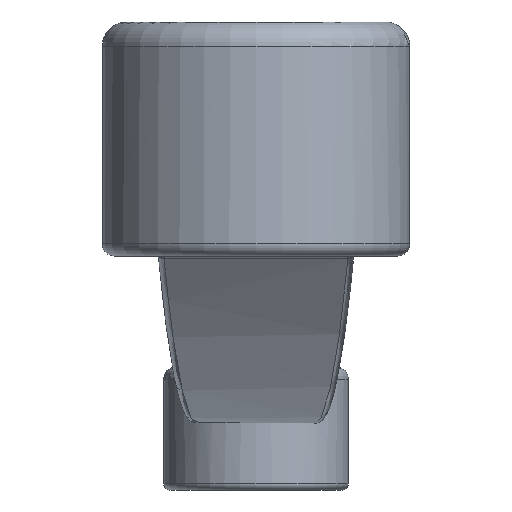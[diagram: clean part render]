
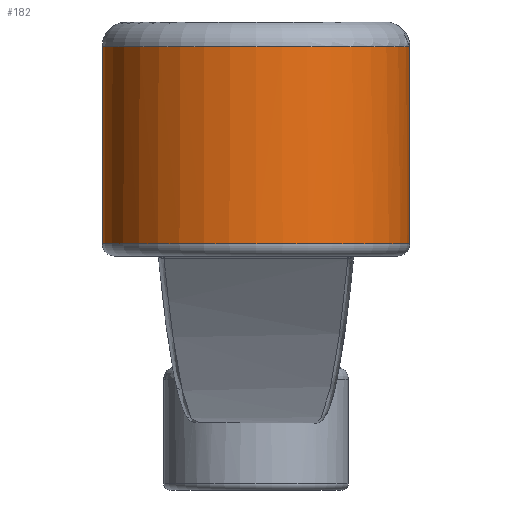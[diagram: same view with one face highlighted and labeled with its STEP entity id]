
A CAD part, left-side view. The second image highlights one B-rep face of the part: STEP entity #182.
In plain terms, the highlighted cylindrical face has radius 12.5 mm (diameter 25 mm), a full revolution.
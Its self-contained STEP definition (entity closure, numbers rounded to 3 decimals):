
#138=FACE_BOUND('',#280,.T.);
#139=FACE_BOUND('',#281,.T.);
#154=CIRCLE('',#779,12.5);
#156=CIRCLE('',#785,12.5);
#157=CIRCLE('',#786,12.5);
#158=CIRCLE('',#787,12.5);
#182=ADVANCED_FACE('',(#138,#139),#221,.T.);
#221=CYLINDRICAL_SURFACE('',#788,12.5);
#280=EDGE_LOOP('',(#397,#398,#399,#400,#401,#402));
#281=EDGE_LOOP('',(#403));
#336=B_SPLINE_CURVE_WITH_KNOTS('',3,(#1222,#1223,#1224,#1225),.UNSPECIFIED.,
.F.,.F.,(4,4),(0.,1.),.UNSPECIFIED.);
#397=ORIENTED_EDGE('',*,*,#654,.T.);
#398=ORIENTED_EDGE('',*,*,#655,.T.);
#399=ORIENTED_EDGE('',*,*,#641,.T.);
#400=ORIENTED_EDGE('',*,*,#656,.T.);
#401=ORIENTED_EDGE('',*,*,#657,.T.);
#402=ORIENTED_EDGE('',*,*,#658,.T.);
#403=ORIENTED_EDGE('',*,*,#659,.T.);
#577=VERTEX_POINT('',#1114);
#578=VERTEX_POINT('',#1115);
#587=VERTEX_POINT('',#1215);
#588=VERTEX_POINT('',#1216);
#589=VERTEX_POINT('',#1219);
#590=VERTEX_POINT('',#1221);
#591=VERTEX_POINT('',#1227);
#641=EDGE_CURVE('',#577,#578,#154,.T.);
#654=EDGE_CURVE('',#587,#588,#156,.T.);
#655=EDGE_CURVE('',#588,#577,#728,.T.);
#656=EDGE_CURVE('',#578,#589,#729,.T.);
#657=EDGE_CURVE('',#589,#590,#157,.T.);
#658=EDGE_CURVE('',#590,#587,#336,.T.);
#659=EDGE_CURVE('',#591,#591,#158,.T.);
#728=LINE('',#1217,#752);
#729=LINE('',#1218,#753);
#752=VECTOR('',#881,1.);
#753=VECTOR('',#882,1.);
#779=AXIS2_PLACEMENT_3D('',#1113,#864,#865);
#785=AXIS2_PLACEMENT_3D('',#1214,#879,#880);
#786=AXIS2_PLACEMENT_3D('',#1220,#883,#884);
#787=AXIS2_PLACEMENT_3D('',#1226,#885,#886);
#788=AXIS2_PLACEMENT_3D('',#1228,#887,#888);
#864=DIRECTION('',(0.,0.,1.));
#865=DIRECTION('',(-1.,0.,0.));
#879=DIRECTION('',(0.,0.,1.));
#880=DIRECTION('',(-1.,0.,0.));
#881=DIRECTION('',(0.,0.,-1.));
#882=DIRECTION('',(0.,0.,1.));
#883=DIRECTION('',(0.,0.,1.));
#884=DIRECTION('',(-1.,0.,0.));
#885=DIRECTION('',(0.,0.,-1.));
#886=DIRECTION('',(-1.,0.,0.));
#887=DIRECTION('',(0.,0.,1.));
#888=DIRECTION('',(1.,0.,0.));
#1113=CARTESIAN_POINT('',(105.861,33.301,1.));
#1114=CARTESIAN_POINT('',(115.325,41.466,1.));
#1115=CARTESIAN_POINT('',(115.325,25.136,1.));
#1214=CARTESIAN_POINT('',(105.861,33.301,6.5));
#1215=CARTESIAN_POINT('',(117.88,36.735,6.5));
#1216=CARTESIAN_POINT('',(115.325,41.466,6.5));
#1217=CARTESIAN_POINT('',(115.325,41.466,0.));
#1218=CARTESIAN_POINT('',(115.325,25.136,0.));
#1219=CARTESIAN_POINT('',(115.325,25.136,6.5));
#1220=CARTESIAN_POINT('',(105.861,33.301,6.5));
#1221=CARTESIAN_POINT('',(117.88,29.867,6.5));
#1222=CARTESIAN_POINT('',(117.88,29.867,6.5));
#1223=CARTESIAN_POINT('',(118.519,32.103,6.253));
#1224=CARTESIAN_POINT('',(118.519,34.499,6.253));
#1225=CARTESIAN_POINT('',(117.88,36.735,6.5));
#1226=CARTESIAN_POINT('',(105.861,33.301,17.));
#1227=CARTESIAN_POINT('',(93.361,33.301,17.));
#1228=CARTESIAN_POINT('',(105.861,33.301,0.));
